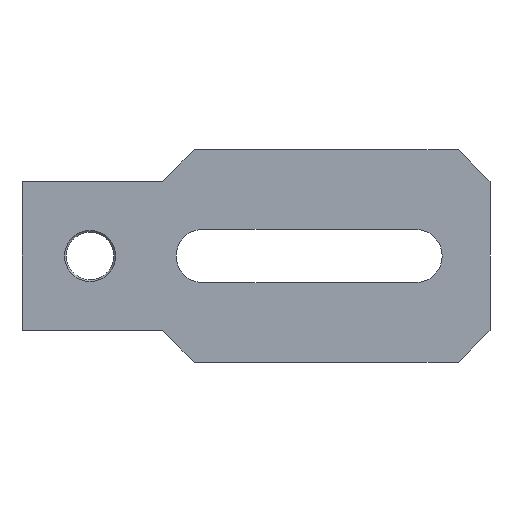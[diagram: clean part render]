
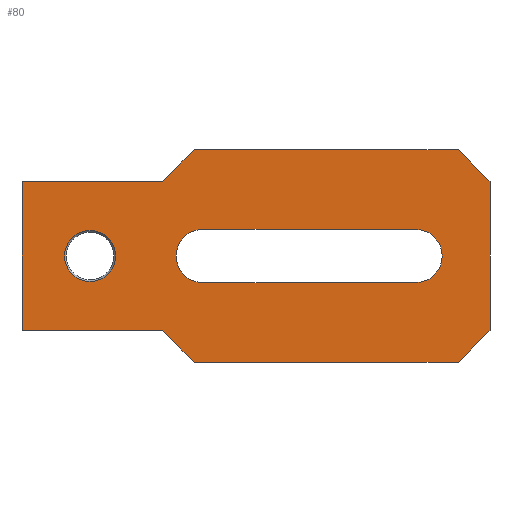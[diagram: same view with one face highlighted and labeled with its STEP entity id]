
A CAD part, front view. The second image highlights one B-rep face of the part: STEP entity #80.
In plain terms, the highlighted planar face has unit normal (0, -1, 0).
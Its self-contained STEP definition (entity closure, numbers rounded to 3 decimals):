
#80=ADVANCED_FACE('',(#161,#162,#163),#164,.F.);
#161=FACE_BOUND('',#244,.T.);
#162=FACE_BOUND('',#245,.T.);
#163=FACE_OUTER_BOUND('',#246,.T.);
#164=PLANE('',#247);
#244=EDGE_LOOP('',(#401,#402));
#245=EDGE_LOOP('',(#403,#404,#405,#406,#407,#408));
#246=EDGE_LOOP('',(#409,#410,#411,#412,#413,#414,#415,#416,#417,#418));
#247=AXIS2_PLACEMENT_3D('',#419,#420,#421);
#401=ORIENTED_EDGE('',*,*,#515,.T.);
#402=ORIENTED_EDGE('',*,*,#517,.T.);
#403=ORIENTED_EDGE('',*,*,#531,.T.);
#404=ORIENTED_EDGE('',*,*,#496,.T.);
#405=ORIENTED_EDGE('',*,*,#534,.T.);
#406=ORIENTED_EDGE('',*,*,#499,.T.);
#407=ORIENTED_EDGE('',*,*,#525,.T.);
#408=ORIENTED_EDGE('',*,*,#527,.T.);
#409=ORIENTED_EDGE('',*,*,#552,.T.);
#410=ORIENTED_EDGE('',*,*,#554,.F.);
#411=ORIENTED_EDGE('',*,*,#555,.T.);
#412=ORIENTED_EDGE('',*,*,#556,.T.);
#413=ORIENTED_EDGE('',*,*,#557,.T.);
#414=ORIENTED_EDGE('',*,*,#558,.F.);
#415=ORIENTED_EDGE('',*,*,#559,.T.);
#416=ORIENTED_EDGE('',*,*,#543,.F.);
#417=ORIENTED_EDGE('',*,*,#547,.F.);
#418=ORIENTED_EDGE('',*,*,#540,.F.);
#419=CARTESIAN_POINT('',(111.0,0.0,0.));
#420=DIRECTION('',(0.0,1.0,0.0));
#421=DIRECTION('',(0.,0.0,-1.0));
#496=EDGE_CURVE('',#580,#584,#586,.T.);
#499=EDGE_CURVE('',#591,#588,#592,.T.);
#515=EDGE_CURVE('',#612,#615,#617,.T.);
#517=EDGE_CURVE('',#615,#612,#619,.T.);
#525=EDGE_CURVE('',#588,#627,#629,.T.);
#527=EDGE_CURVE('',#627,#631,#632,.T.);
#531=EDGE_CURVE('',#631,#580,#637,.T.);
#534=EDGE_CURVE('',#584,#591,#640,.T.);
#540=EDGE_CURVE('',#648,#643,#650,.T.);
#543=EDGE_CURVE('',#653,#655,#656,.T.);
#547=EDGE_CURVE('',#643,#653,#661,.T.);
#552=EDGE_CURVE('',#648,#666,#668,.T.);
#554=EDGE_CURVE('',#670,#666,#671,.T.);
#555=EDGE_CURVE('',#670,#672,#673,.T.);
#556=EDGE_CURVE('',#672,#674,#675,.T.);
#557=EDGE_CURVE('',#674,#676,#677,.T.);
#558=EDGE_CURVE('',#678,#676,#679,.T.);
#559=EDGE_CURVE('',#678,#655,#680,.T.);
#580=VERTEX_POINT('',#706);
#584=VERTEX_POINT('',#711);
#586=CIRCLE('',#714,12.5);
#588=VERTEX_POINT('',#716);
#591=VERTEX_POINT('',#720);
#592=CIRCLE('',#721,12.5);
#612=VERTEX_POINT('',#746);
#615=VERTEX_POINT('',#750);
#617=CIRCLE('',#753,12.0);
#619=CIRCLE('',#755,12.0);
#627=VERTEX_POINT('',#763);
#629=CIRCLE('',#766,12.5);
#631=VERTEX_POINT('',#768);
#632=LINE('',#769,#770);
#637=CIRCLE('',#777,12.5);
#640=LINE('',#780,#781);
#643=VERTEX_POINT('',#785);
#648=VERTEX_POINT('',#792);
#650=LINE('',#795,#796);
#653=VERTEX_POINT('',#799);
#655=VERTEX_POINT('',#802);
#656=LINE('',#803,#804);
#661=LINE('',#811,#812);
#666=VERTEX_POINT('',#819);
#668=LINE('',#822,#823);
#670=VERTEX_POINT('',#825);
#671=LINE('',#826,#827);
#672=VERTEX_POINT('',#828);
#673=LINE('',#829,#830);
#674=VERTEX_POINT('',#831);
#675=LINE('',#832,#833);
#676=VERTEX_POINT('',#834);
#677=LINE('',#835,#836);
#678=VERTEX_POINT('',#837);
#679=LINE('',#838,#839);
#680=LINE('',#840,#841);
#706=CARTESIAN_POINT('',(40.5,0.0,0.));
#711=CARTESIAN_POINT('',(53.0,0.0,12.5));
#714=AXIS2_PLACEMENT_3D('',#881,#882,#883);
#716=CARTESIAN_POINT('',(165.5,0.0,0.));
#720=CARTESIAN_POINT('',(153.0,0.0,12.5));
#721=AXIS2_PLACEMENT_3D('',#885,#886,#887);
#746=CARTESIAN_POINT('',(-12.0,0.,0.));
#750=CARTESIAN_POINT('',(12.0,0.,0.));
#753=AXIS2_PLACEMENT_3D('',#910,#911,#912);
#755=AXIS2_PLACEMENT_3D('',#913,#914,#915);
#763=CARTESIAN_POINT('',(153.0,0.0,-12.5));
#766=AXIS2_PLACEMENT_3D('',#926,#927,#928);
#768=CARTESIAN_POINT('',(53.0,0.0,-12.5));
#769=CARTESIAN_POINT('',(107.0,0.0,-12.5));
#770=VECTOR('',#929,1.0);
#777=AXIS2_PLACEMENT_3D('',#932,#933,#934);
#780=CARTESIAN_POINT('',(107.0,0.0,12.5));
#781=VECTOR('',#938,1.0);
#785=CARTESIAN_POINT('',(-32.0,0.0,-35.0));
#792=CARTESIAN_POINT('',(34.0,0.0,-35.0));
#795=CARTESIAN_POINT('',(1.0,0.0,-35.0));
#796=VECTOR('',#943,1.0);
#799=CARTESIAN_POINT('',(-32.0,0.0,35.0));
#802=CARTESIAN_POINT('',(34.0,0.0,35.0));
#803=CARTESIAN_POINT('',(1.0,0.0,35.0));
#804=VECTOR('',#945,1.0);
#811=CARTESIAN_POINT('',(-32.0,0.0,0.));
#812=VECTOR('',#948,1.0);
#819=CARTESIAN_POINT('',(49.0,0.0,-50.0));
#822=CARTESIAN_POINT('',(48.25,0.,-49.25));
#823=VECTOR('',#952,1.0);
#825=CARTESIAN_POINT('',(173.0,0.0,-50.0));
#826=CARTESIAN_POINT('',(111.0,0.0,-50.0));
#827=VECTOR('',#953,1.0);
#828=CARTESIAN_POINT('',(188.0,0.0,-35.0));
#829=CARTESIAN_POINT('',(173.75,0.,-49.25));
#830=VECTOR('',#954,1.0);
#831=CARTESIAN_POINT('',(188.0,0.0,35.0));
#832=CARTESIAN_POINT('',(188.0,0.0,0.0));
#833=VECTOR('',#955,1.0);
#834=CARTESIAN_POINT('',(173.0,0.0,50.0));
#835=CARTESIAN_POINT('',(173.75,0.,49.25));
#836=VECTOR('',#956,1.0);
#837=CARTESIAN_POINT('',(49.0,0.0,50.0));
#838=CARTESIAN_POINT('',(111.0,0.0,50.0));
#839=VECTOR('',#957,1.0);
#840=CARTESIAN_POINT('',(48.25,0.,49.25));
#841=VECTOR('',#958,1.0);
#881=CARTESIAN_POINT('',(53.0,0.0,0.));
#882=DIRECTION('',(0.0,1.0,0.0));
#883=DIRECTION('',(-1.0,0.0,0.));
#885=CARTESIAN_POINT('',(153.0,0.0,0.));
#886=DIRECTION('',(0.0,1.0,0.0));
#887=DIRECTION('',(-1.0,0.0,0.));
#910=CARTESIAN_POINT('',(0.0,0.,0.));
#911=DIRECTION('',(0.0,1.0,0.0));
#912=DIRECTION('',(-1.0,0.0,0.));
#913=CARTESIAN_POINT('',(0.0,0.,0.));
#914=DIRECTION('',(0.0,1.0,0.0));
#915=DIRECTION('',(-1.0,0.0,0.));
#926=CARTESIAN_POINT('',(153.0,0.0,0.));
#927=DIRECTION('',(0.0,1.0,0.0));
#928=DIRECTION('',(-1.0,0.0,0.));
#929=DIRECTION('',(-1.0,0.0,0.));
#932=CARTESIAN_POINT('',(53.0,0.0,0.));
#933=DIRECTION('',(0.0,1.0,0.0));
#934=DIRECTION('',(-1.0,0.0,0.));
#938=DIRECTION('',(1.0,0.0,0.));
#943=DIRECTION('',(-1.0,0.0,0.));
#945=DIRECTION('',(1.0,0.0,0.));
#948=DIRECTION('',(0.,0.0,1.0));
#952=DIRECTION('',(0.707,0.0,-0.707));
#953=DIRECTION('',(-1.0,0.0,0.));
#954=DIRECTION('',(0.707,0.0,0.707));
#955=DIRECTION('',(0.,0.0,1.0));
#956=DIRECTION('',(-0.707,0.0,0.707));
#957=DIRECTION('',(1.0,0.0,0.));
#958=DIRECTION('',(-0.707,0.0,-0.707));
